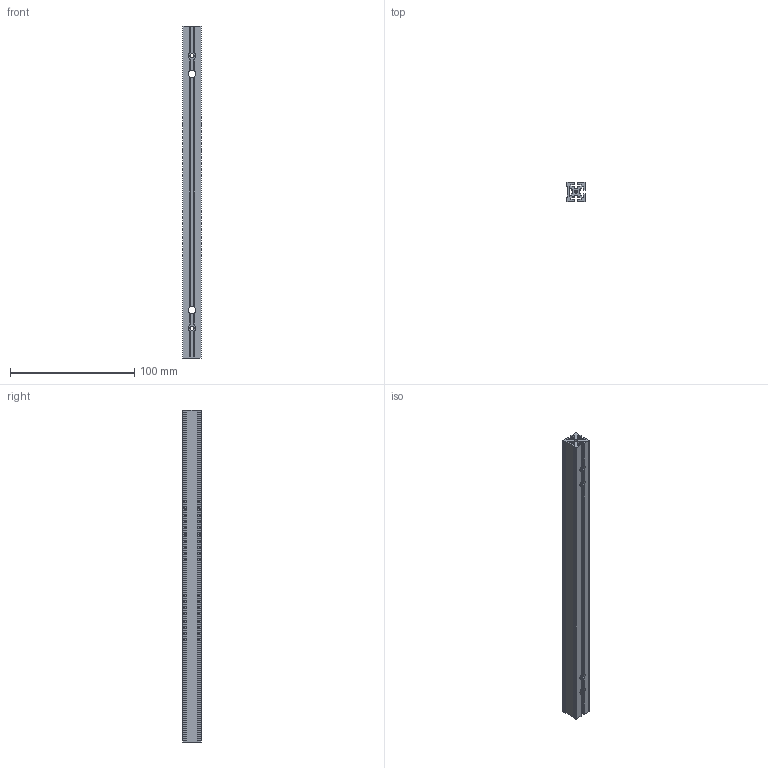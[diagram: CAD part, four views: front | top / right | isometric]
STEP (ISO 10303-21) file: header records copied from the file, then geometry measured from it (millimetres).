
FILE_DESCRIPTION (( 'STEP AP214' ), '1' );
FILE_NAME ('JXHMP4602-03034-a 綴奻筵褽.step', '2025-02-07T09:21:30', ( 'Windows User' ), ( 'P R C' ), 'SwSTEP 2.0', 'SolidWorks 2020', '' );
FILE_SCHEMA (( 'AUTOMOTIVE_DESIGN' ));
Length unit declared in the file: millimetre
Products named in the file (1): JXHMP4602-03034-a 綴奻筵褽
Bounding box: 15 x 15 x 267 mm (x, y, z)
Volume: 34560.4 mm3; surface area: 38127.5 mm2
Topology: 1 solids, 1 shells, 288 faces, 904 edges, 600 vertices
Faces by surface type: cylinder 172, plane 116
Entity records: 11066 total; most frequent: CARTESIAN_POINT 3177, ORIENTED_EDGE 1808, DIRECTION 1486, EDGE_CURVE 904, VERTEX_POINT 600, AXIS2_PLACEMENT_3D 497, LINE 492, VECTOR 492
